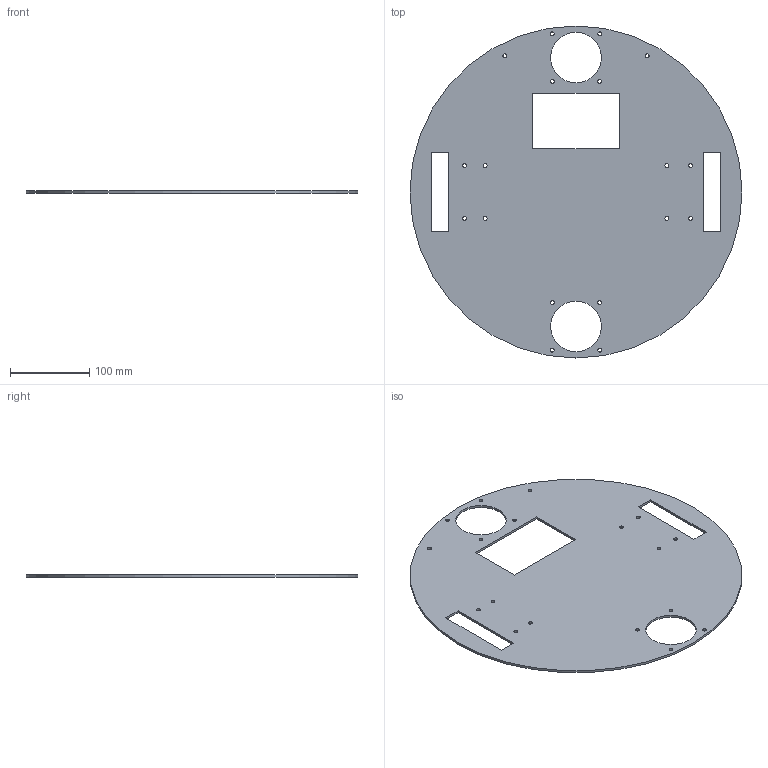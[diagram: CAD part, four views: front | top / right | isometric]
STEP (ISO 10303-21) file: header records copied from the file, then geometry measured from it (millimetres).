
FILE_DESCRIPTION(('FreeCAD Model'),'2;1');
FILE_NAME('base.step','2015-06-21T22:06:32',('Author'),(''), 'Open CASCADE STEP processor 6.8','FreeCAD','Unknown');
FILE_SCHEMA(('AUTOMOTIVE_DESIGN_CC2 { 1 2 10303 214 -1 1 5 4 }'));
Length unit declared in the file: millimetre
Products named in the file (1): Pad
Bounding box: 420 x 420 x 3 mm (x, y, z)
Volume: 358970.5 mm3; surface area: 247870.7 mm2
Topology: 1 solids, 1 shells, 35 faces, 99 edges, 66 vertices
Faces by surface type: cylinder 21, plane 14
Full cylindrical faces by diameter (mm): 5 x18, 64 x2, 420 x1
Entity records: 2681 total; most frequent: CARTESIAN_POINT 651, DIRECTION 369, LINE 213, VECTOR 213, ORIENTED_EDGE 198, PCURVE 198, DEFINITIONAL_REPRESENTATION 198, EDGE_CURVE 99
